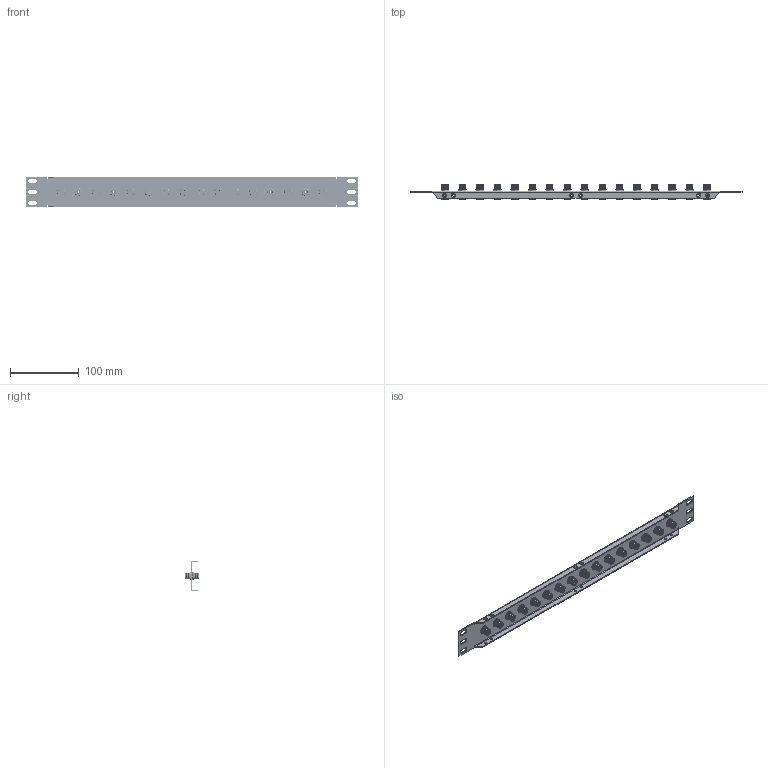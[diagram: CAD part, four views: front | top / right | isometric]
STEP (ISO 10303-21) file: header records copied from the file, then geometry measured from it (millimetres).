
FILE_DESCRIPTION (( 'STEP AP214' ), '1' );
FILE_NAME ('PR175F16-OD1.STEP', '2006-11-08T13:59:32', ( 'X' ), ( 'L-COM' ), 'SwSTEP 2.0', 'SolidWorks 2006052', '' );
FILE_SCHEMA (( 'AUTOMOTIVE_DESIGN' ));
Length unit declared in the file: inch
Products named in the file (6): BA330A_.060 OFFSET (UNINSULATED); BA330A; PR175ST16CMB-MA1; BA330A-MA1; PR175F16-OD1; BA330A-MA2
Assembly tree (20 placements, depth 3):
  PR175F16-OD1
    BA330A_.060 OFFSET (UNINSULATED)  x16
      BA330A
      BA330A-MA2
      BA330A-MA1
    PR175ST16CMB-MA1
Bounding box: 482.6 x 20.98 x 43.94 mm (x, y, z)
Volume: 61493.4 mm3; surface area: 82439.3 mm2
Topology: 49 solids, 49 shells, 4916 faces, 11897 edges, 7202 vertices
Faces by surface type: cone 3016, plane 1402, cylinder 280, bspline 154, torus 64
Entity records: 65929 total; most frequent: CARTESIAN_POINT 22017, ORIENTED_EDGE 8614, DIRECTION 6979, EDGE_CURVE 4307, LINE 3523, VECTOR 3523, VERTEX_POINT 2882, AXIS2_PLACEMENT_3D 1728
